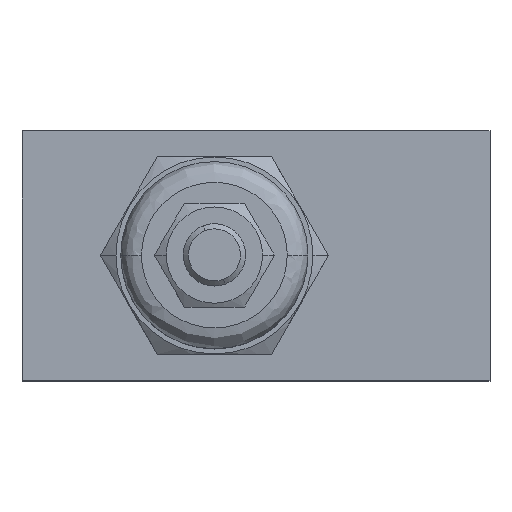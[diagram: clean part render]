
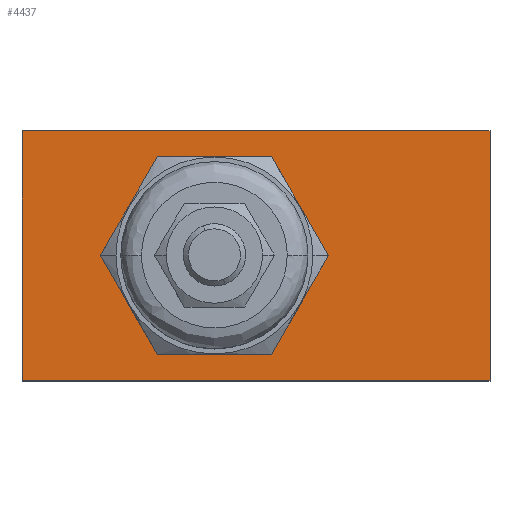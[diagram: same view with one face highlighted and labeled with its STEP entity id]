
A CAD part, top view. The second image highlights one B-rep face of the part: STEP entity #4437.
In plain terms, the highlighted planar face has unit normal (0, 0, 1).
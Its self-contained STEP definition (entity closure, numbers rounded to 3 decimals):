
#395 = DIRECTION ( 'NONE',  ( -1., 0., 0. ) ) ;
#577 = CARTESIAN_POINT ( 'NONE',  ( -3.818, 11.427, 20.391 ) ) ;
#1064 = EDGE_CURVE ( 'NONE', #8604, #2837, #3084, .T. ) ;
#1359 = DIRECTION ( 'NONE',  ( 1., 0., 0. ) ) ;
#1537 = ORIENTED_EDGE ( 'NONE', *, *, #7750, .T. ) ;
#1656 = LINE ( 'NONE', #11483, #12210 ) ;
#1782 = VERTEX_POINT ( 'NONE', #9668 ) ;
#1797 = EDGE_LOOP ( 'NONE', ( #1537, #6180, #3315, #11007 ) ) ;
#1931 = VECTOR ( 'NONE', #10991, 1000. ) ;
#1993 = VECTOR ( 'NONE', #7769, 1000. ) ;
#2146 = DIRECTION ( 'NONE',  ( 0., 0., -1. ) ) ;
#2649 = CARTESIAN_POINT ( 'NONE',  ( -3.818, -0.573, 20.391 ) ) ;
#2798 = CARTESIAN_POINT ( 'NONE',  ( 5.182, -0.573, 20.391 ) ) ;
#2837 = VERTEX_POINT ( 'NONE', #6169 ) ;
#2864 = CARTESIAN_POINT ( 'NONE',  ( 22.682, 11.427, 20.391 ) ) ;
#3084 = CIRCLE ( 'NONE', #11118, 9. ) ;
#3315 = ORIENTED_EDGE ( 'NONE', *, *, #5617, .T. ) ;
#3809 = DIRECTION ( 'NONE',  ( 0., 0., -1. ) ) ;
#4077 = CARTESIAN_POINT ( 'NONE',  ( -3.818, -0.573, 20.391 ) ) ;
#4260 = CARTESIAN_POINT ( 'NONE',  ( 22.682, -12.573, 20.391 ) ) ;
#4437 = ADVANCED_FACE ( 'NONE', ( #5523, #4541 ), #5458, .T. ) ;
#4443 = CIRCLE ( 'NONE', #5487, 9. ) ;
#4523 = VERTEX_POINT ( 'NONE', #4260 ) ;
#4541 = FACE_BOUND ( 'NONE', #5861, .T. ) ;
#5458 = PLANE ( 'NONE',  #10973 ) ;
#5487 = AXIS2_PLACEMENT_3D ( 'NONE', #2649, #3809, #5818 ) ;
#5488 = VERTEX_POINT ( 'NONE', #9957 ) ;
#5523 = FACE_OUTER_BOUND ( 'NONE', #1797, .T. ) ;
#5617 = EDGE_CURVE ( 'NONE', #9171, #1782, #8798, .T. ) ;
#5818 = DIRECTION ( 'NONE',  ( 1., 0., 0. ) ) ;
#5861 = EDGE_LOOP ( 'NONE', ( #11211, #11993 ) ) ;
#6169 = CARTESIAN_POINT ( 'NONE',  ( -12.818, -0.573, 20.391 ) ) ;
#6180 = ORIENTED_EDGE ( 'NONE', *, *, #7498, .T. ) ;
#6508 = VECTOR ( 'NONE', #395, 1000. ) ;
#7274 = CARTESIAN_POINT ( 'NONE',  ( -3.818, -0.573, 20.391 ) ) ;
#7498 = EDGE_CURVE ( 'NONE', #5488, #9171, #12153, .T. ) ;
#7574 = LINE ( 'NONE', #2864, #1993 ) ;
#7750 = EDGE_CURVE ( 'NONE', #4523, #5488, #7574, .T. ) ;
#7769 = DIRECTION ( 'NONE',  ( 0., 1., 0. ) ) ;
#8014 = EDGE_CURVE ( 'NONE', #2837, #8604, #4443, .T. ) ;
#8604 = VERTEX_POINT ( 'NONE', #2798 ) ;
#8798 = LINE ( 'NONE', #10040, #1931 ) ;
#8860 = CARTESIAN_POINT ( 'NONE',  ( -22.318, 11.427, 20.391 ) ) ;
#9171 = VERTEX_POINT ( 'NONE', #8860 ) ;
#9218 = DIRECTION ( 'NONE',  ( 1., 0., 0. ) ) ;
#9411 = DIRECTION ( 'NONE',  ( 0., 0., 1. ) ) ;
#9668 = CARTESIAN_POINT ( 'NONE',  ( -22.318, -12.573, 20.391 ) ) ;
#9957 = CARTESIAN_POINT ( 'NONE',  ( 22.682, 11.427, 20.391 ) ) ;
#10040 = CARTESIAN_POINT ( 'NONE',  ( -22.318, -0.573, 20.391 ) ) ;
#10973 = AXIS2_PLACEMENT_3D ( 'NONE', #7274, #9411, #9218 ) ;
#10991 = DIRECTION ( 'NONE',  ( 0., -1., 0. ) ) ;
#11007 = ORIENTED_EDGE ( 'NONE', *, *, #11268, .T. ) ;
#11118 = AXIS2_PLACEMENT_3D ( 'NONE', #4077, #2146, #1359 ) ;
#11211 = ORIENTED_EDGE ( 'NONE', *, *, #1064, .T. ) ;
#11268 = EDGE_CURVE ( 'NONE', #1782, #4523, #1656, .T. ) ;
#11483 = CARTESIAN_POINT ( 'NONE',  ( -22.318, -12.573, 20.391 ) ) ;
#11993 = ORIENTED_EDGE ( 'NONE', *, *, #8014, .T. ) ;
#12153 = LINE ( 'NONE', #577, #6508 ) ;
#12210 = VECTOR ( 'NONE', #12447, 1000. ) ;
#12447 = DIRECTION ( 'NONE',  ( 1., 0., 0. ) ) ;
